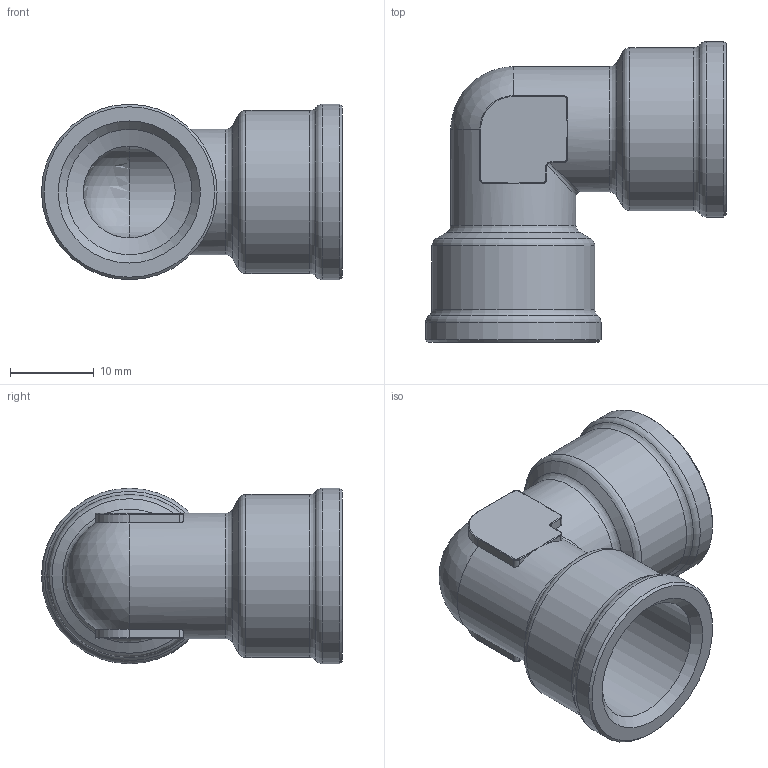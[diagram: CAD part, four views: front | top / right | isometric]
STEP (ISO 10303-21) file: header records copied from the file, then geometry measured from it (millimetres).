
FILE_DESCRIPTION(( 'RAL.21.38.38.stp' ), '1');
FILE_NAME( 'RAL.21.38.38.stp', '2021-02-22T10:31:51',( 'Sopra'),('sopra-pneumatic.com'), 'SwSTEP 2.0','SolidWorks 2009','' );
FILE_SCHEMA( ( 'CONFIG_CONTROL_DESIGN' ) );
Length unit declared in the file: millimetre
Products named in the file (1): <00C-0035-LF>-<Raccordo2>
Bounding box: 36 x 36 x 21 mm (x, y, z)
Volume: 5578.5 mm3; surface area: 5351.7 mm2
Topology: 1 solids, 1 shells, 97 faces, 236 edges, 131 vertices
Faces by surface type: cylinder 38, plane 20, torus 20, bspline 9, cone 8, sphere 2
Full cylindrical faces by diameter (mm): 11 x2, 15 x4, 19.5 x2, 21 x2
Entity records: 2912 total; most frequent: CARTESIAN_POINT 827, DIRECTION 450, ORIENTED_EDGE 386, AXIS2_PLACEMENT_3D 193, EDGE_CURVE 193, EDGE_LOOP 125, VERTEX_POINT 124, FACE_OUTER_BOUND 115
